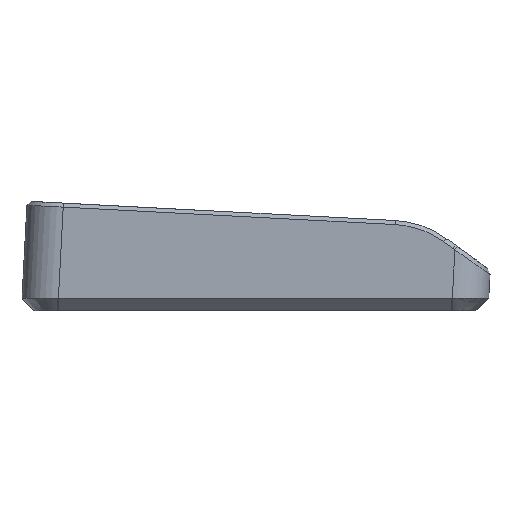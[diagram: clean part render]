
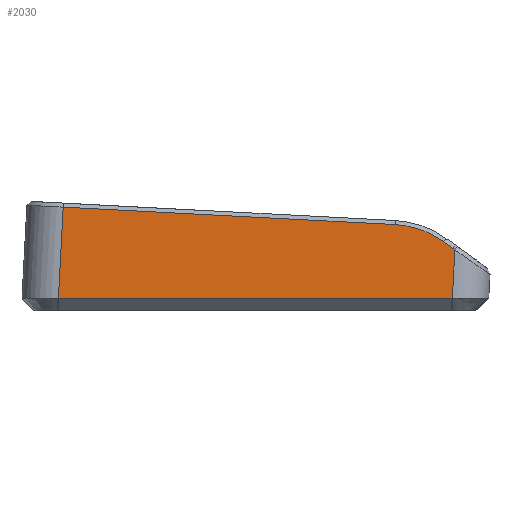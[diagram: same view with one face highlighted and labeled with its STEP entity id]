
A CAD part, left-side view. The second image highlights one B-rep face of the part: STEP entity #2030.
In plain terms, the highlighted planar face has unit normal (-1, 0, 0).
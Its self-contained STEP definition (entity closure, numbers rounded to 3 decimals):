
#39=B_SPLINE_CURVE_WITH_KNOTS('',3,(#3272,#3273,#3274,#3275),
 .UNSPECIFIED.,.F.,.F.,(4,4),(1.553,1.571),
 .UNSPECIFIED.);
#47=B_SPLINE_CURVE_WITH_KNOTS('',3,(#3632,#3633,#3634,#3635),
 .UNSPECIFIED.,.F.,.F.,(4,4),(-1.571,-1.511),
 .UNSPECIFIED.);
#139=PLANE('',#2221);
#258=FACE_OUTER_BOUND('',#388,.T.);
#388=EDGE_LOOP('',(#1864,#1865,#1866,#1867,#1868,#1869,#1870,#1871));
#487=LINE('',#3251,#679);
#496=LINE('',#3328,#688);
#551=LINE('',#3484,#743);
#555=LINE('',#3496,#747);
#574=LINE('',#3667,#766);
#679=VECTOR('',#2486,10.);
#688=VECTOR('',#2511,10.);
#743=VECTOR('',#2686,10.);
#747=VECTOR('',#2698,10.);
#766=VECTOR('',#2743,10.);
#841=CIRCLE('',#2198,22.5);
#946=VERTEX_POINT('',#3204);
#948=VERTEX_POINT('',#3244);
#951=VERTEX_POINT('',#3249);
#963=VERTEX_POINT('',#3327);
#1004=VERTEX_POINT('',#3481);
#1005=VERTEX_POINT('',#3486);
#1007=VERTEX_POINT('',#3492);
#1015=VERTEX_POINT('',#3548);
#1169=EDGE_CURVE('',#951,#948,#487,.T.);
#1171=EDGE_CURVE('',#946,#951,#39,.T.);
#1187=EDGE_CURVE('',#963,#948,#496,.T.);
#1265=EDGE_CURVE('',#963,#1004,#551,.T.);
#1268=EDGE_CURVE('',#1004,#1005,#841,.T.);
#1271=EDGE_CURVE('',#1005,#1007,#555,.T.);
#1294=EDGE_CURVE('',#1007,#1015,#47,.T.);
#1300=EDGE_CURVE('',#1015,#946,#574,.T.);
#1864=ORIENTED_EDGE('',*,*,#1171,.F.);
#1865=ORIENTED_EDGE('',*,*,#1300,.F.);
#1866=ORIENTED_EDGE('',*,*,#1294,.F.);
#1867=ORIENTED_EDGE('',*,*,#1271,.F.);
#1868=ORIENTED_EDGE('',*,*,#1268,.F.);
#1869=ORIENTED_EDGE('',*,*,#1265,.F.);
#1870=ORIENTED_EDGE('',*,*,#1187,.T.);
#1871=ORIENTED_EDGE('',*,*,#1169,.F.);
#2030=ADVANCED_FACE('',(#258),#139,.T.);
#2198=AXIS2_PLACEMENT_3D('',#3490,#2692,#2693);
#2221=AXIS2_PLACEMENT_3D('',#3683,#2767,#2768);
#2486=DIRECTION('',(0.,1.,0.));
#2511=DIRECTION('',(0.,0.052,-0.999));
#2686=DIRECTION('',(0.,-0.999,-0.052));
#2692=DIRECTION('center_axis',(1.,0.,0.));
#2693=DIRECTION('ref_axis',(0.,-0.332,0.943));
#2698=DIRECTION('',(0.,-0.811,-0.585));
#2743=DIRECTION('',(0.,0.052,-0.999));
#2767=DIRECTION('center_axis',(-1.,0.,0.));
#2768=DIRECTION('ref_axis',(0.,-0.999,-0.052));
#3204=CARTESIAN_POINT('',(-7.5,-98.848,3.004));
#3244=CARTESIAN_POINT('',(-7.5,-1.354,3.004));
#3249=CARTESIAN_POINT('',(-7.5,-98.69,3.004));
#3251=CARTESIAN_POINT('',(-7.5,-21.222,3.004));
#3272=CARTESIAN_POINT('Ctrl Pts',(-7.5,-98.848,3.004));
#3273=CARTESIAN_POINT('Ctrl Pts',(-7.5,-98.795,3.004));
#3274=CARTESIAN_POINT('Ctrl Pts',(-7.5,-98.743,3.004));
#3275=CARTESIAN_POINT('Ctrl Pts',(-7.5,-98.69,3.004));
#3327=CARTESIAN_POINT('',(-7.5,-2.539,25.603));
#3328=CARTESIAN_POINT('',(-7.5,-1.489,5.571));
#3481=CARTESIAN_POINT('',(-7.5,-84.709,21.297));
#3484=CARTESIAN_POINT('',(-7.5,-18.067,24.789));
#3486=CARTESIAN_POINT('',(-7.5,-96.694,17.076));
#3490=CARTESIAN_POINT('Origin',(-7.5,-83.531,-1.172));
#3492=CARTESIAN_POINT('',(-7.5,-98.957,15.443));
#3496=CARTESIAN_POINT('',(-7.5,-62.239,41.928));
#3548=CARTESIAN_POINT('',(-7.5,-99.48,15.066));
#3632=CARTESIAN_POINT('Ctrl Pts',(-7.5,-98.957,15.443));
#3633=CARTESIAN_POINT('Ctrl Pts',(-7.5,-99.131,15.318));
#3634=CARTESIAN_POINT('Ctrl Pts',(-7.5,-99.305,15.192));
#3635=CARTESIAN_POINT('Ctrl Pts',(-7.5,-99.48,15.066));
#3667=CARTESIAN_POINT('',(-7.5,-98.715,0.475));
#3683=CARTESIAN_POINT('Origin',(-7.5,7.499,6.042));
